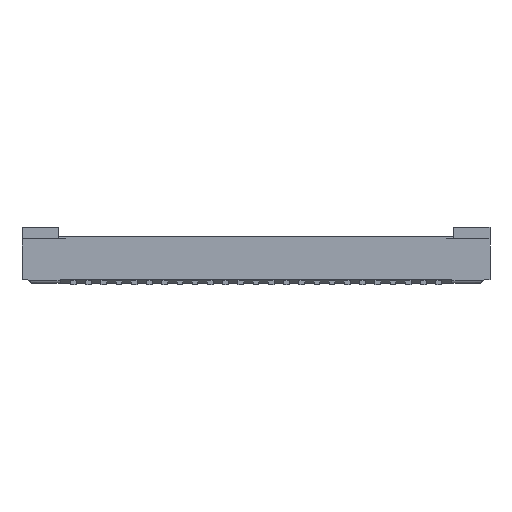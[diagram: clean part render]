
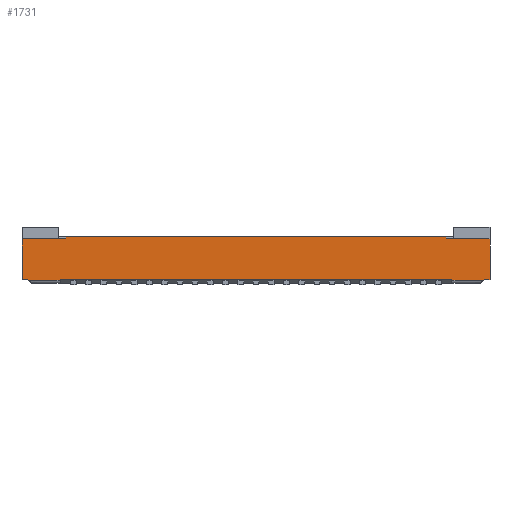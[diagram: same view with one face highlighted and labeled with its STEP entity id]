
A CAD part, front view. The second image highlights one B-rep face of the part: STEP entity #1731.
In plain terms, the highlighted planar face has unit normal (0, -1, 0).
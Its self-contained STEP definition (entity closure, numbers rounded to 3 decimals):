
#1731 = ADVANCED_FACE ( 'NONE', ( #10589 ), #11029, .T. ) ;
#3052 = ORIENTED_EDGE ( 'NONE', *, *, #36492, .T. ) ;
#3053 = ORIENTED_EDGE ( 'NONE', *, *, #36505, .F. ) ;
#3054 = ORIENTED_EDGE ( 'NONE', *, *, #36265, .F. ) ;
#3055 = ORIENTED_EDGE ( 'NONE', *, *, #36279, .T. ) ;
#3056 = ORIENTED_EDGE ( 'NONE', *, *, #36504, .T. ) ;
#3057 = ORIENTED_EDGE ( 'NONE', *, *, #36503, .T. ) ;
#3058 = ORIENTED_EDGE ( 'NONE', *, *, #36207, .T. ) ;
#3059 = ORIENTED_EDGE ( 'NONE', *, *, #36502, .F. ) ;
#3060 = ORIENTED_EDGE ( 'NONE', *, *, #36501, .F. ) ;
#3061 = ORIENTED_EDGE ( 'NONE', *, *, #36500, .F. ) ;
#3062 = ORIENTED_EDGE ( 'NONE', *, *, #36499, .T. ) ;
#3063 = ORIENTED_EDGE ( 'NONE', *, *, #36498, .T. ) ;
#3064 = ORIENTED_EDGE ( 'NONE', *, *, #36497, .F. ) ;
#3065 = ORIENTED_EDGE ( 'NONE', *, *, #36496, .T. ) ;
#3066 = ORIENTED_EDGE ( 'NONE', *, *, #36495, .T. ) ;
#3067 = ORIENTED_EDGE ( 'NONE', *, *, #36494, .F. ) ;
#8223 = AXIS2_PLACEMENT_3D ( 'NONE', #11030, #11031, #11032 ) ;
#10589 = FACE_OUTER_BOUND ( 'NONE', #30058, .T. ) ;
#11029 = PLANE ( 'NONE',  #8223 ) ;
#11030 = CARTESIAN_POINT ( 'NONE',  ( -5., -2.05, 1.5 ) ) ;
#11031 = DIRECTION ( 'NONE',  ( 0., -1., 0. ) ) ;
#11032 = DIRECTION ( 'NONE',  ( 1., 0., 0. ) ) ;
#26828 = CARTESIAN_POINT ( 'NONE',  ( 5., -2.05, 1.25 ) ) ;
#26829 = DIRECTION ( 'NONE',  ( -1., 0., 0. ) ) ;
#27336 = LINE ( 'NONE', #26828, #27337 ) ;
#27337 = VECTOR ( 'NONE', #26829, 1000. ) ;
#27452 = LINE ( 'NONE', #28466, #27453 ) ;
#27453 = VECTOR ( 'NONE', #28467, 1000. ) ;
#27480 = LINE ( 'NONE', #28494, #27481 ) ;
#27481 = VECTOR ( 'NONE', #28495, 1000. ) ;
#27901 = LINE ( 'NONE', #28924, #27903 ) ;
#27903 = VECTOR ( 'NONE', #28925, 1000. ) ;
#27904 = LINE ( 'NONE', #28930, #27905 ) ;
#27905 = VECTOR ( 'NONE', #28931, 1000. ) ;
#27906 = LINE ( 'NONE', #28932, #27907 ) ;
#27907 = VECTOR ( 'NONE', #28933, 1000. ) ;
#27908 = LINE ( 'NONE', #28934, #27909 ) ;
#27909 = VECTOR ( 'NONE', #28935, 1000. ) ;
#27910 = LINE ( 'NONE', #28936, #27911 ) ;
#27911 = VECTOR ( 'NONE', #28937, 1000. ) ;
#27912 = LINE ( 'NONE', #28938, #27913 ) ;
#27913 = VECTOR ( 'NONE', #28939, 1000. ) ;
#27914 = LINE ( 'NONE', #28940, #27915 ) ;
#27915 = VECTOR ( 'NONE', #28941, 1000. ) ;
#27916 = LINE ( 'NONE', #28942, #27917 ) ;
#27917 = VECTOR ( 'NONE', #28943, 1000. ) ;
#27918 = LINE ( 'NONE', #28944, #27919 ) ;
#27919 = VECTOR ( 'NONE', #28945, 1000. ) ;
#27920 = LINE ( 'NONE', #28946, #27921 ) ;
#27921 = VECTOR ( 'NONE', #28947, 1000. ) ;
#27922 = LINE ( 'NONE', #28948, #27923 ) ;
#27923 = VECTOR ( 'NONE', #28949, 1000. ) ;
#27924 = LINE ( 'NONE', #28950, #27925 ) ;
#27925 = VECTOR ( 'NONE', #28951, 1000. ) ;
#27926 = LINE ( 'NONE', #28952, #27927 ) ;
#27927 = VECTOR ( 'NONE', #28953, 1000. ) ;
#28466 = CARTESIAN_POINT ( 'NONE',  ( -5.9, -2.05, 0.13 ) ) ;
#28467 = DIRECTION ( 'NONE',  ( -1., 0., 0. ) ) ;
#28494 = CARTESIAN_POINT ( 'NONE',  ( -6.15, -2.05, 1.5 ) ) ;
#28495 = DIRECTION ( 'NONE',  ( 0., 0., -1. ) ) ;
#28924 = CARTESIAN_POINT ( 'NONE',  ( -5., -2.05, 0.11 ) ) ;
#28925 = DIRECTION ( 'NONE',  ( 1., 0., 0. ) ) ;
#28930 = CARTESIAN_POINT ( 'NONE',  ( -5.15, -2.05, 0.13 ) ) ;
#28931 = DIRECTION ( 'NONE',  ( 0., 0., -1. ) ) ;
#28932 = CARTESIAN_POINT ( 'NONE',  ( -5.15, -2.05, 0.13 ) ) ;
#28933 = DIRECTION ( 'NONE',  ( 1., 0., 0. ) ) ;
#28934 = CARTESIAN_POINT ( 'NONE',  ( 5.15, -2.05, 0.13 ) ) ;
#28935 = DIRECTION ( 'NONE',  ( 0., 0., -1. ) ) ;
#28936 = CARTESIAN_POINT ( 'NONE',  ( 5., -2.05, 0.11 ) ) ;
#28937 = DIRECTION ( 'NONE',  ( -1., 0., 0. ) ) ;
#28938 = CARTESIAN_POINT ( 'NONE',  ( 6.425, -2.05, 0.555 ) ) ;
#28939 = DIRECTION ( 'NONE',  ( 0.707, 0., 0.707 ) ) ;
#28940 = CARTESIAN_POINT ( 'NONE',  ( 5.9, -2.05, 0.13 ) ) ;
#28941 = DIRECTION ( 'NONE',  ( 1., 0., 0. ) ) ;
#28942 = CARTESIAN_POINT ( 'NONE',  ( 6.15, -2.05, 1.5 ) ) ;
#28943 = DIRECTION ( 'NONE',  ( 0., 0., -1. ) ) ;
#28944 = CARTESIAN_POINT ( 'NONE',  ( 5., -2.05, 1.2 ) ) ;
#28945 = DIRECTION ( 'NONE',  ( 1., 0., 0. ) ) ;
#28946 = CARTESIAN_POINT ( 'NONE',  ( 5., -2.05, 1.25 ) ) ;
#28947 = DIRECTION ( 'NONE',  ( 0., 0., -1. ) ) ;
#28948 = CARTESIAN_POINT ( 'NONE',  ( -5., -2.05, 1.25 ) ) ;
#28949 = DIRECTION ( 'NONE',  ( 0., 0., -1. ) ) ;
#28950 = CARTESIAN_POINT ( 'NONE',  ( -5., -2.05, 1.2 ) ) ;
#28951 = DIRECTION ( 'NONE',  ( -1., 0., 0. ) ) ;
#28952 = CARTESIAN_POINT ( 'NONE',  ( -6.425, -2.05, 0.555 ) ) ;
#28953 = DIRECTION ( 'NONE',  ( -0.707, 0., 0.707 ) ) ;
#30058 = EDGE_LOOP ( 'NONE', ( #3067, #3066, #3065, #3064, #3063, #3062, #3061, #3060, #3059, #3058, #3057, #3056, #3055, #3054, #3053, #3052 ) ) ;
#33854 = CARTESIAN_POINT ( 'NONE',  ( -5., -2.05, 1.25 ) ) ;
#33855 = CARTESIAN_POINT ( 'NONE',  ( 5., -2.05, 1.25 ) ) ;
#33904 = CARTESIAN_POINT ( 'NONE',  ( -6.15, -2.05, 0.13 ) ) ;
#33911 = CARTESIAN_POINT ( 'NONE',  ( -6., -2.05, 0.13 ) ) ;
#33924 = CARTESIAN_POINT ( 'NONE',  ( -6.15, -2.05, 1.2 ) ) ;
#34080 = CARTESIAN_POINT ( 'NONE',  ( -5.15, -2.05, 0.11 ) ) ;
#34081 = CARTESIAN_POINT ( 'NONE',  ( -5.98, -2.05, 0.11 ) ) ;
#34082 = CARTESIAN_POINT ( 'NONE',  ( -5.15, -2.05, 0.13 ) ) ;
#34083 = CARTESIAN_POINT ( 'NONE',  ( 5.15, -2.05, 0.13 ) ) ;
#34084 = CARTESIAN_POINT ( 'NONE',  ( 5.15, -2.05, 0.11 ) ) ;
#34085 = CARTESIAN_POINT ( 'NONE',  ( 5.98, -2.05, 0.11 ) ) ;
#34086 = CARTESIAN_POINT ( 'NONE',  ( 6., -2.05, 0.13 ) ) ;
#34087 = CARTESIAN_POINT ( 'NONE',  ( 6.15, -2.05, 0.13 ) ) ;
#34088 = CARTESIAN_POINT ( 'NONE',  ( 6.15, -2.05, 1.2 ) ) ;
#34089 = CARTESIAN_POINT ( 'NONE',  ( 5., -2.05, 1.2 ) ) ;
#34090 = CARTESIAN_POINT ( 'NONE',  ( -5., -2.05, 1.2 ) ) ;
#36207 = EDGE_CURVE ( 'NONE', #38950, #38949, #27336, .T. ) ;
#36265 = EDGE_CURVE ( 'NONE', #39006, #38999, #27452, .T. ) ;
#36279 = EDGE_CURVE ( 'NONE', #39019, #38999, #27480, .T. ) ;
#36492 = EDGE_CURVE ( 'NONE', #39176, #39175, #27901, .T. ) ;
#36494 = EDGE_CURVE ( 'NONE', #39177, #39175, #27904, .T. ) ;
#36495 = EDGE_CURVE ( 'NONE', #39177, #39178, #27906, .T. ) ;
#36496 = EDGE_CURVE ( 'NONE', #39178, #39179, #27908, .T. ) ;
#36497 = EDGE_CURVE ( 'NONE', #39180, #39179, #27910, .T. ) ;
#36498 = EDGE_CURVE ( 'NONE', #39180, #39181, #27912, .T. ) ;
#36499 = EDGE_CURVE ( 'NONE', #39181, #39182, #27914, .T. ) ;
#36500 = EDGE_CURVE ( 'NONE', #39183, #39182, #27916, .T. ) ;
#36501 = EDGE_CURVE ( 'NONE', #39184, #39183, #27918, .T. ) ;
#36502 = EDGE_CURVE ( 'NONE', #38950, #39184, #27920, .T. ) ;
#36503 = EDGE_CURVE ( 'NONE', #38949, #39185, #27922, .T. ) ;
#36504 = EDGE_CURVE ( 'NONE', #39185, #39019, #27924, .T. ) ;
#36505 = EDGE_CURVE ( 'NONE', #39176, #39006, #27926, .T. ) ;
#38949 = VERTEX_POINT ( 'NONE', #33854 ) ;
#38950 = VERTEX_POINT ( 'NONE', #33855 ) ;
#38999 = VERTEX_POINT ( 'NONE', #33904 ) ;
#39006 = VERTEX_POINT ( 'NONE', #33911 ) ;
#39019 = VERTEX_POINT ( 'NONE', #33924 ) ;
#39175 = VERTEX_POINT ( 'NONE', #34080 ) ;
#39176 = VERTEX_POINT ( 'NONE', #34081 ) ;
#39177 = VERTEX_POINT ( 'NONE', #34082 ) ;
#39178 = VERTEX_POINT ( 'NONE', #34083 ) ;
#39179 = VERTEX_POINT ( 'NONE', #34084 ) ;
#39180 = VERTEX_POINT ( 'NONE', #34085 ) ;
#39181 = VERTEX_POINT ( 'NONE', #34086 ) ;
#39182 = VERTEX_POINT ( 'NONE', #34087 ) ;
#39183 = VERTEX_POINT ( 'NONE', #34088 ) ;
#39184 = VERTEX_POINT ( 'NONE', #34089 ) ;
#39185 = VERTEX_POINT ( 'NONE', #34090 ) ;
